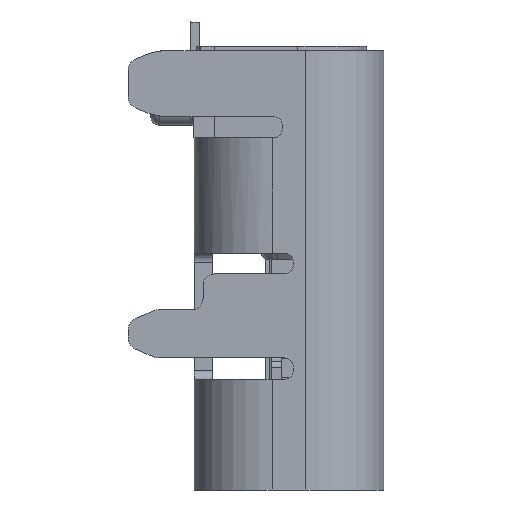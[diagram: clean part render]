
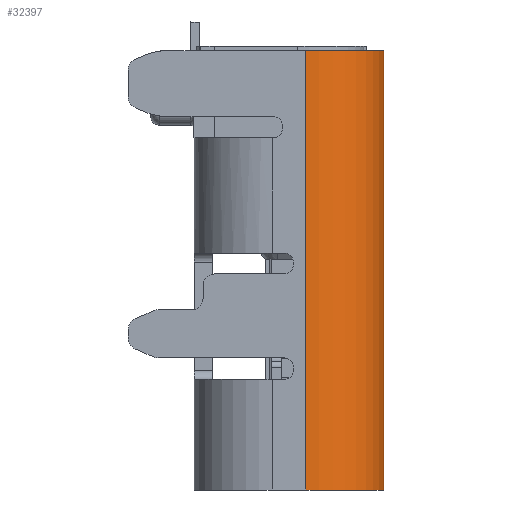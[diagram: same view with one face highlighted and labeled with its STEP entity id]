
A CAD part, front view. The second image highlights one B-rep face of the part: STEP entity #32397.
In plain terms, the highlighted cylindrical face has radius 1.3 mm (diameter 2.6 mm), a partial arc.
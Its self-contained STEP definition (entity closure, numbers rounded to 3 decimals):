
#41 = ORIENTED_EDGE ( 'NONE', *, *, #31801, .F. ) ;
#58 = CARTESIAN_POINT ( 'NONE',  ( -1.449, 23.093, -4.72 ) ) ;
#71 = EDGE_CURVE ( 'NONE', #16357, #12148, #37519, .T. ) ;
#766 = CARTESIAN_POINT ( 'NONE',  ( -1.449, 23.093, -5.02 ) ) ;
#2158 = CARTESIAN_POINT ( 'NONE',  ( -2.749, 21.793, -5.02 ) ) ;
#2840 = CIRCLE ( 'NONE', #48464, 1.3 ) ;
#3448 = DIRECTION ( 'NONE',  ( 0., 1., 0. ) ) ;
#4060 = DIRECTION ( 'NONE',  ( 0., 0., -1. ) ) ;
#4188 = VECTOR ( 'NONE', #4060, 1000. ) ;
#4456 = VECTOR ( 'NONE', #24077, 1000. ) ;
#5893 = VERTEX_POINT ( 'NONE', #43964 ) ;
#7431 = DIRECTION ( 'NONE',  ( 0., 0., -1. ) ) ;
#7459 = FACE_OUTER_BOUND ( 'NONE', #22052, .T. ) ;
#12148 = VERTEX_POINT ( 'NONE', #52017 ) ;
#13873 = VERTEX_POINT ( 'NONE', #766 ) ;
#16031 = CARTESIAN_POINT ( 'NONE',  ( -2.749, 23.093, -5.02 ) ) ;
#16357 = VERTEX_POINT ( 'NONE', #2158 ) ;
#16406 = AXIS2_PLACEMENT_3D ( 'NONE', #16031, #7431, #21143 ) ;
#21143 = DIRECTION ( 'NONE',  ( 0., 1., 0. ) ) ;
#22051 = LINE ( 'NONE', #58, #4188 ) ;
#22052 = EDGE_LOOP ( 'NONE', ( #26709, #50784, #43418, #41 ) ) ;
#23311 = DIRECTION ( 'NONE',  ( 0., 0., -1. ) ) ;
#24077 = DIRECTION ( 'NONE',  ( 0., 0., -1. ) ) ;
#26709 = ORIENTED_EDGE ( 'NONE', *, *, #40596, .F. ) ;
#29000 = DIRECTION ( 'NONE',  ( 0., 1., 0. ) ) ;
#29785 = CYLINDRICAL_SURFACE ( 'NONE', #34885, 1.3 ) ;
#31801 = EDGE_CURVE ( 'NONE', #5893, #12148, #2840, .T. ) ;
#32397 = ADVANCED_FACE ( 'NONE', ( #7459 ), #29785, .T. ) ;
#34885 = AXIS2_PLACEMENT_3D ( 'NONE', #46360, #47206, #3448 ) ;
#37519 = LINE ( 'NONE', #41806, #4456 ) ;
#40596 = EDGE_CURVE ( 'NONE', #13873, #5893, #22051, .T. ) ;
#41806 = CARTESIAN_POINT ( 'NONE',  ( -2.749, 21.793, -5.02 ) ) ;
#43418 = ORIENTED_EDGE ( 'NONE', *, *, #71, .T. ) ;
#43837 = CIRCLE ( 'NONE', #16406, 1.3 ) ;
#43964 = CARTESIAN_POINT ( 'NONE',  ( -1.449, 23.093, -12.34 ) ) ;
#46360 = CARTESIAN_POINT ( 'NONE',  ( -2.749, 23.093, -5.02 ) ) ;
#47206 = DIRECTION ( 'NONE',  ( 0., 0., -1. ) ) ;
#47513 = EDGE_CURVE ( 'NONE', #13873, #16357, #43837, .T. ) ;
#48464 = AXIS2_PLACEMENT_3D ( 'NONE', #53900, #23311, #29000 ) ;
#50784 = ORIENTED_EDGE ( 'NONE', *, *, #47513, .T. ) ;
#52017 = CARTESIAN_POINT ( 'NONE',  ( -2.749, 21.793, -12.34 ) ) ;
#53900 = CARTESIAN_POINT ( 'NONE',  ( -2.749, 23.093, -12.34 ) ) ;
